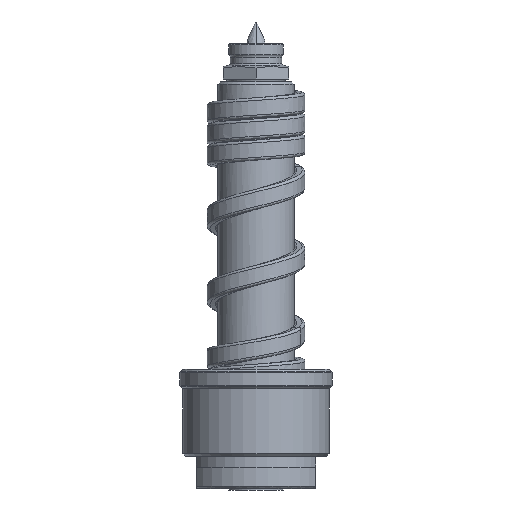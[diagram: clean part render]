
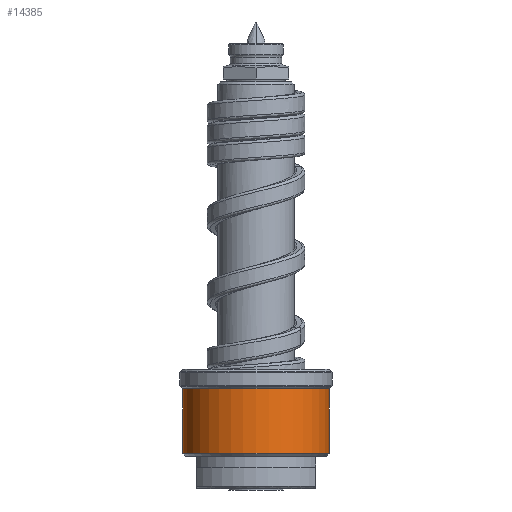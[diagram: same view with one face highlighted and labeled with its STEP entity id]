
A CAD part, front view. The second image highlights one B-rep face of the part: STEP entity #14385.
In plain terms, the highlighted cylindrical face has radius 13.5 mm (diameter 27 mm), a partial arc.
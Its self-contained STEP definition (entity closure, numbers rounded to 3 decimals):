
#4592=CARTESIAN_POINT('',(0.,0.,6.582));
#4593=DIRECTION('',(0.,0.,1.));
#4594=DIRECTION('',(-1.,0.,0.));
#4595=AXIS2_PLACEMENT_3D('',#4592,#4593,#4594);
#4597=DIRECTION('',(0.,0.,-1.));
#4598=VECTOR('',#4597,11.835);
#4599=CARTESIAN_POINT('',(-13.5,0.,18.417));
#4600=LINE('',#4599,#4598);
#4601=CARTESIAN_POINT('',(0.,0.,18.417));
#4602=DIRECTION('',(0.,0.,1.));
#4603=DIRECTION('',(-1.,0.,0.));
#4604=AXIS2_PLACEMENT_3D('',#4601,#4602,#4603);
#4606=DIRECTION('',(0.,0.,-1.));
#4607=VECTOR('',#4606,11.835);
#4608=CARTESIAN_POINT('',(13.5,0.,18.417));
#4609=LINE('',#4608,#4607);
#6650=CARTESIAN_POINT('',(13.5,0.,18.417));
#6651=CARTESIAN_POINT('',(-13.5,0.,18.417));
#6652=VERTEX_POINT('',#6650);
#6653=VERTEX_POINT('',#6651);
#6676=CARTESIAN_POINT('',(13.5,0.,6.582));
#6677=VERTEX_POINT('',#6676);
#6678=CARTESIAN_POINT('',(-13.5,0.,6.582));
#6679=VERTEX_POINT('',#6678);
#14373=CARTESIAN_POINT('',(0.,0.,5.2));
#14374=DIRECTION('',(0.,0.,1.));
#14375=DIRECTION('',(-1.,0.,0.));
#14376=AXIS2_PLACEMENT_3D('',#14373,#14374,#14375);
#14377=CYLINDRICAL_SURFACE('',#14376,13.5);
#14378=ORIENTED_EDGE('',*,*,#14330,.F.);
#14379=ORIENTED_EDGE('',*,*,#14364,.F.);
#14381=ORIENTED_EDGE('',*,*,#14380,.T.);
#14382=ORIENTED_EDGE('',*,*,#14360,.T.);
#14383=EDGE_LOOP('',(#14378,#14379,#14381,#14382));
#14384=FACE_OUTER_BOUND('',#14383,.F.);
#4596=CIRCLE('',#4595,13.5);
#4605=CIRCLE('',#4604,13.5);
#14330=EDGE_CURVE('',#6679,#6677,#4596,.T.);
#14360=EDGE_CURVE('',#6652,#6677,#4609,.T.);
#14364=EDGE_CURVE('',#6653,#6679,#4600,.T.);
#14380=EDGE_CURVE('',#6653,#6652,#4605,.T.);
#14385=ADVANCED_FACE('',(#14384),#14377,.T.);
